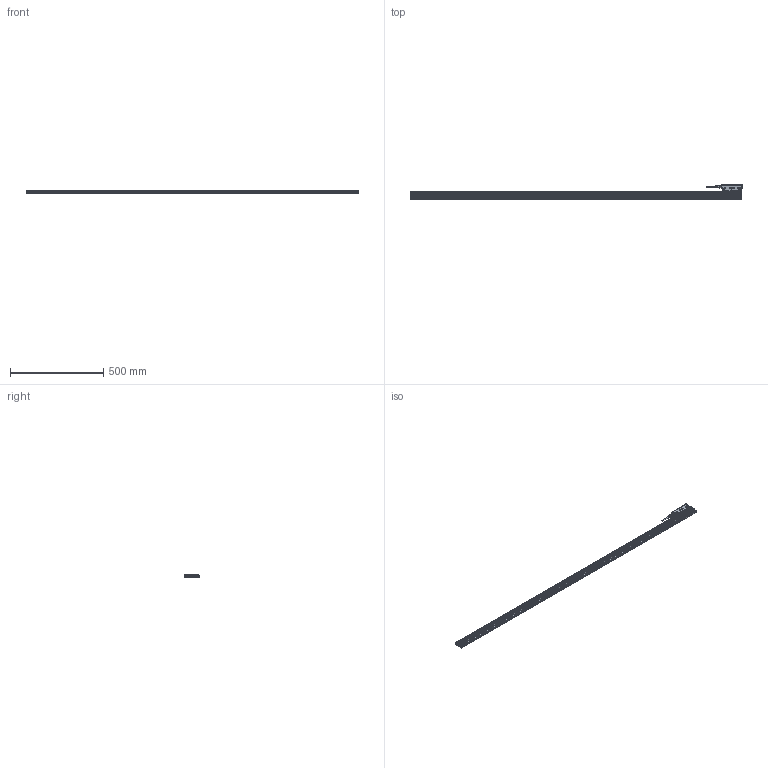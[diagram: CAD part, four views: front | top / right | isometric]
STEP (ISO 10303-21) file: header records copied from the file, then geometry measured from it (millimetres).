
FILE_DESCRIPTION(('CATIA V5 STEP','CAx-IF Rec.Pracs.--- Model Styling and Organization---1.4--- 2014-01-23'),'2;1');
FILE_NAME('SQ57-167-R.stp','2021-01-04T06:12:46+00:00',('none'),('none'),'CATIA Version 5-6 Release 2017 SP5','CATIA V5 STEP AP214','none');
FILE_SCHEMA(('AUTOMOTIVE_DESIGN { 1 0 10303 214 1 1 1 1 }'));
Products named in the file (4): SQ57-167-R; Head ASSY R; Scale base 1670; Scale cover 1670
Assembly tree (3 placements, depth 2):
  SQ57-167-R
    Head ASSY R
    Scale base 1670
    Scale cover 1670
Bounding box: 1780.5 x 77 x 20 mm (x, y, z)
Volume: 917905.3 mm3; surface area: 648230.8 mm2
Topology: 3 solids, 33 shells, 4427 faces, 11693 edges, 7453 vertices
Faces by surface type: cone 1469, plane 1232, cylinder 995, bspline 515, torus 175, sphere 34, extrusion 7
Entity records: 155043 total; most frequent: CARTESIAN_POINT 56443, ORIENTED_EDGE 23282, DIRECTION 15022, EDGE_CURVE 11641, VERTEX_POINT 7453, AXIS2_PLACEMENT_3D 7361, VECTOR 4932, LINE 4925
